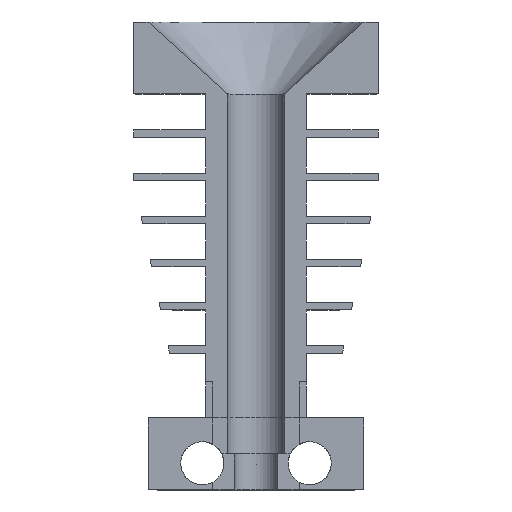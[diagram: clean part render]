
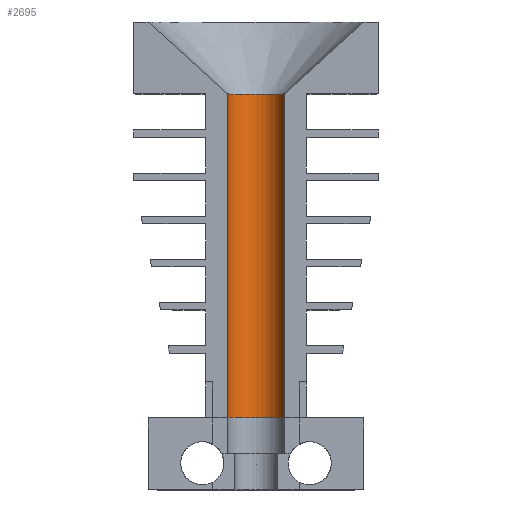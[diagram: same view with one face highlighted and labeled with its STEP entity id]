
A CAD part, top view. The second image highlights one B-rep face of the part: STEP entity #2695.
In plain terms, the highlighted cylindrical face has radius 4 mm (diameter 8 mm), a partial arc.
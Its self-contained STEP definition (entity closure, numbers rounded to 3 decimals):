
#32 = PLANE('',#33);
#33 = AXIS2_PLACEMENT_3D('',#34,#35,#36);
#34 = CARTESIAN_POINT('',(-9.936,29.511,0.));
#35 = DIRECTION('',(0.,-0.,1.));
#36 = DIRECTION('',(1.,0.,0.));
#80 = VERTEX_POINT('',#81);
#81 = CARTESIAN_POINT('',(-4.,5.,0.));
#107 = EDGE_CURVE('',#80,#108,#110,.T.);
#108 = VERTEX_POINT('',#109);
#109 = CARTESIAN_POINT('',(-4.,50.,0.));
#110 = SURFACE_CURVE('',#111,(#115,#122),.PCURVE_S1.);
#111 = LINE('',#112,#113);
#112 = CARTESIAN_POINT('',(-4.,0.,0.));
#113 = VECTOR('',#114,1.);
#114 = DIRECTION('',(0.,1.,0.));
#115 = PCURVE('',#32,#116);
#116 = DEFINITIONAL_REPRESENTATION('',(#117),#121);
#117 = LINE('',#118,#119);
#118 = CARTESIAN_POINT('',(5.936,-29.511));
#119 = VECTOR('',#120,1.);
#120 = DIRECTION('',(0.,1.));
#121 = ( GEOMETRIC_REPRESENTATION_CONTEXT(2) 
PARAMETRIC_REPRESENTATION_CONTEXT() REPRESENTATION_CONTEXT('2D SPACE',''
  ) );
#122 = PCURVE('',#123,#128);
#123 = CYLINDRICAL_SURFACE('',#124,4.);
#124 = AXIS2_PLACEMENT_3D('',#125,#126,#127);
#125 = CARTESIAN_POINT('',(0.,0.,0.));
#126 = DIRECTION('',(0.,1.,0.));
#127 = DIRECTION('',(-1.,0.,0.));
#128 = DEFINITIONAL_REPRESENTATION('',(#129),#133);
#129 = LINE('',#130,#131);
#130 = CARTESIAN_POINT('',(-0.,0.));
#131 = VECTOR('',#132,1.);
#132 = DIRECTION('',(-0.,1.));
#133 = ( GEOMETRIC_REPRESENTATION_CONTEXT(2) 
PARAMETRIC_REPRESENTATION_CONTEXT() REPRESENTATION_CONTEXT('2D SPACE',''
  ) );
#151 = CONICAL_SURFACE('',#152,4.,0.833);
#152 = AXIS2_PLACEMENT_3D('',#153,#154,#155);
#153 = CARTESIAN_POINT('',(0.,50.,0.));
#154 = DIRECTION('',(0.,1.,0.));
#155 = DIRECTION('',(-1.,0.,0.));
#1075 = PLANE('',#1076);
#1076 = AXIS2_PLACEMENT_3D('',#1077,#1078,#1079);
#1077 = CARTESIAN_POINT('',(9.936,29.511,0.));
#1078 = DIRECTION('',(-0.,-0.,-1.));
#1079 = DIRECTION('',(-1.,0.,0.));
#2649 = EDGE_CURVE('',#108,#2650,#2652,.T.);
#2650 = VERTEX_POINT('',#2651);
#2651 = CARTESIAN_POINT('',(4.,50.,0.));
#2652 = SURFACE_CURVE('',#2653,(#2658,#2665),.PCURVE_S1.);
#2653 = CIRCLE('',#2654,4.);
#2654 = AXIS2_PLACEMENT_3D('',#2655,#2656,#2657);
#2655 = CARTESIAN_POINT('',(0.,50.,0.));
#2656 = DIRECTION('',(-0.,-1.,-0.));
#2657 = DIRECTION('',(-1.,0.,0.));
#2658 = PCURVE('',#151,#2659);
#2659 = DEFINITIONAL_REPRESENTATION('',(#2660),#2664);
#2660 = LINE('',#2661,#2662);
#2661 = CARTESIAN_POINT('',(-0.,0.));
#2662 = VECTOR('',#2663,1.);
#2663 = DIRECTION('',(-1.,0.));
#2664 = ( GEOMETRIC_REPRESENTATION_CONTEXT(2) 
PARAMETRIC_REPRESENTATION_CONTEXT() REPRESENTATION_CONTEXT('2D SPACE',''
  ) );
#2665 = PCURVE('',#123,#2666);
#2666 = DEFINITIONAL_REPRESENTATION('',(#2667),#2671);
#2667 = LINE('',#2668,#2669);
#2668 = CARTESIAN_POINT('',(-0.,50.));
#2669 = VECTOR('',#2670,1.);
#2670 = DIRECTION('',(-1.,0.));
#2671 = ( GEOMETRIC_REPRESENTATION_CONTEXT(2) 
PARAMETRIC_REPRESENTATION_CONTEXT() REPRESENTATION_CONTEXT('2D SPACE',''
  ) );
#2695 = ADVANCED_FACE('',(#2696),#123,.F.);
#2696 = FACE_BOUND('',#2697,.T.);
#2697 = EDGE_LOOP('',(#2698,#2699,#2728,#2749));
#2698 = ORIENTED_EDGE('',*,*,#107,.F.);
#2699 = ORIENTED_EDGE('',*,*,#2700,.F.);
#2700 = EDGE_CURVE('',#2701,#80,#2703,.T.);
#2701 = VERTEX_POINT('',#2702);
#2702 = CARTESIAN_POINT('',(4.,5.,0.));
#2703 = SURFACE_CURVE('',#2704,(#2709,#2716),.PCURVE_S1.);
#2704 = CIRCLE('',#2705,4.);
#2705 = AXIS2_PLACEMENT_3D('',#2706,#2707,#2708);
#2706 = CARTESIAN_POINT('',(0.,5.,0.));
#2707 = DIRECTION('',(0.,1.,-0.));
#2708 = DIRECTION('',(-1.,0.,0.));
#2709 = PCURVE('',#123,#2710);
#2710 = DEFINITIONAL_REPRESENTATION('',(#2711),#2715);
#2711 = LINE('',#2712,#2713);
#2712 = CARTESIAN_POINT('',(-6.283,5.));
#2713 = VECTOR('',#2714,1.);
#2714 = DIRECTION('',(1.,-0.));
#2715 = ( GEOMETRIC_REPRESENTATION_CONTEXT(2) 
PARAMETRIC_REPRESENTATION_CONTEXT() REPRESENTATION_CONTEXT('2D SPACE',''
  ) );
#2716 = PCURVE('',#2717,#2722);
#2717 = CYLINDRICAL_SURFACE('',#2718,4.);
#2718 = AXIS2_PLACEMENT_3D('',#2719,#2720,#2721);
#2719 = CARTESIAN_POINT('',(0.,0.,0.));
#2720 = DIRECTION('',(0.,1.,0.));
#2721 = DIRECTION('',(-1.,0.,0.));
#2722 = DEFINITIONAL_REPRESENTATION('',(#2723),#2727);
#2723 = LINE('',#2724,#2725);
#2724 = CARTESIAN_POINT('',(-6.283,5.));
#2725 = VECTOR('',#2726,1.);
#2726 = DIRECTION('',(1.,-0.));
#2727 = ( GEOMETRIC_REPRESENTATION_CONTEXT(2) 
PARAMETRIC_REPRESENTATION_CONTEXT() REPRESENTATION_CONTEXT('2D SPACE',''
  ) );
#2728 = ORIENTED_EDGE('',*,*,#2729,.T.);
#2729 = EDGE_CURVE('',#2701,#2650,#2730,.T.);
#2730 = SURFACE_CURVE('',#2731,(#2735,#2742),.PCURVE_S1.);
#2731 = LINE('',#2732,#2733);
#2732 = CARTESIAN_POINT('',(4.,0.,0.));
#2733 = VECTOR('',#2734,1.);
#2734 = DIRECTION('',(0.,1.,0.));
#2735 = PCURVE('',#123,#2736);
#2736 = DEFINITIONAL_REPRESENTATION('',(#2737),#2741);
#2737 = LINE('',#2738,#2739);
#2738 = CARTESIAN_POINT('',(-3.142,0.));
#2739 = VECTOR('',#2740,1.);
#2740 = DIRECTION('',(-0.,1.));
#2741 = ( GEOMETRIC_REPRESENTATION_CONTEXT(2) 
PARAMETRIC_REPRESENTATION_CONTEXT() REPRESENTATION_CONTEXT('2D SPACE',''
  ) );
#2742 = PCURVE('',#1075,#2743);
#2743 = DEFINITIONAL_REPRESENTATION('',(#2744),#2748);
#2744 = LINE('',#2745,#2746);
#2745 = CARTESIAN_POINT('',(5.936,-29.511));
#2746 = VECTOR('',#2747,1.);
#2747 = DIRECTION('',(0.,1.));
#2748 = ( GEOMETRIC_REPRESENTATION_CONTEXT(2) 
PARAMETRIC_REPRESENTATION_CONTEXT() REPRESENTATION_CONTEXT('2D SPACE',''
  ) );
#2749 = ORIENTED_EDGE('',*,*,#2649,.F.);
